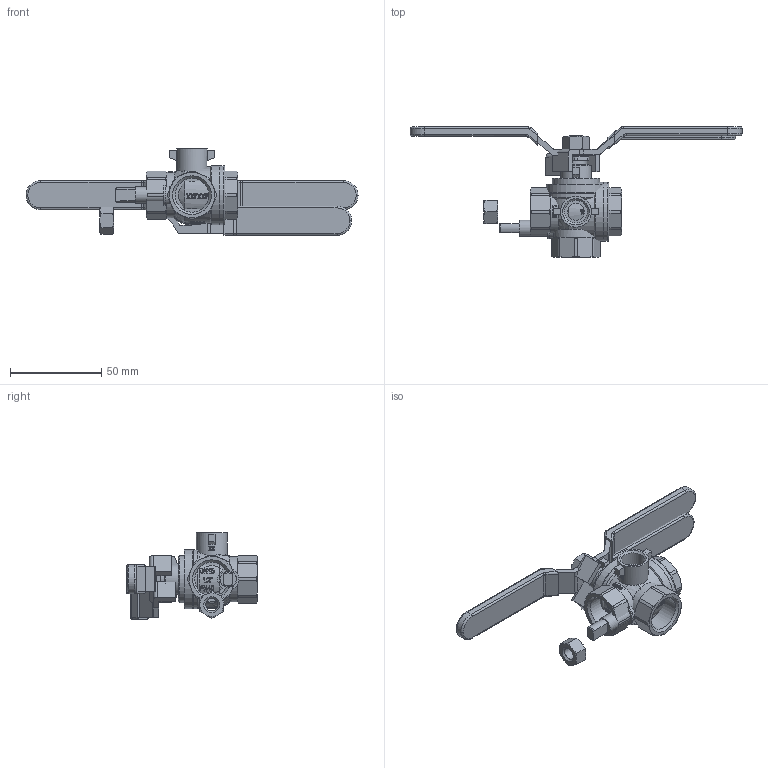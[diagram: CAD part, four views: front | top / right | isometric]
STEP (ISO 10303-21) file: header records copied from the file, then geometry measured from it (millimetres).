
FILE_DESCRIPTION( ( 'Unknown' ), '1' );
FILE_NAME( '8.9390.015.stp', 'Unknown', ( 'Unknown' ), ( 'Unknown' ), 'PSStep 13.0', 'Unknown', ' ' );
FILE_SCHEMA( ( 'AUTOMOTIVE_DESIGN { 1 0 10303 214 1 1 1 1 }' ) );
Length unit declared in the file: millimetre
Products named in the file (17): Assem1; Stahlgriff 1_4 - 3_4; Spindel-Zusammanbau__1_2; Zusammenbau-Kugel_Kugeldichtungen__1_2; Kugel__1_2; Kugeldichtung-1_2-2; Spindel__1_2; Spindeldichtung.2__1_2_-_3_4; Stahlgriff-n; Stahlgriff-u; Dichtung_Eischraubteil-Kvrper__1_2; Spindeldichtung__1_2_-_3_4; Kvrper__1_2; Stopfbuchse__1_2_-_3_4; Einschraubteil__1_2; 600-1_2-Mutter.2
Bounding box: 182 x 71.75 x 47.5 mm (x, y, z)
Volume: 96655.7 mm3; surface area: 89706.8 mm2
Topology: 42 solids, 42 shells, 2895 faces, 7755 edges, 5111 vertices
Faces by surface type: plane 2283, cylinder 370, cone 192, torus 18, revolution 12, bspline 12, sphere 8
Full cylindrical faces by diameter (mm): 6.75 x2, 9 x10, 9.1 x4, 9.3 x3, 11 x4, 11.7 x4, 12 x10, 12.4 x3, 12.5 x3, 14 x3, 15 x17, 17 x3, 18.631 x6, 21 x13, 24.5 x3, 25 x3, 26 x6, 27 x3, 29 x3, 29.2 x3, 31 x3, 32.5 x6
Entity records: 38717 total; most frequent: CARTESIAN_POINT 6543, DIRECTION 5437, ORIENTED_EDGE 4940, EDGE_CURVE 2470, AXIS2_PLACEMENT_3D 2106, VERTEX_POINT 1660, LINE 1221, VECTOR 1221
